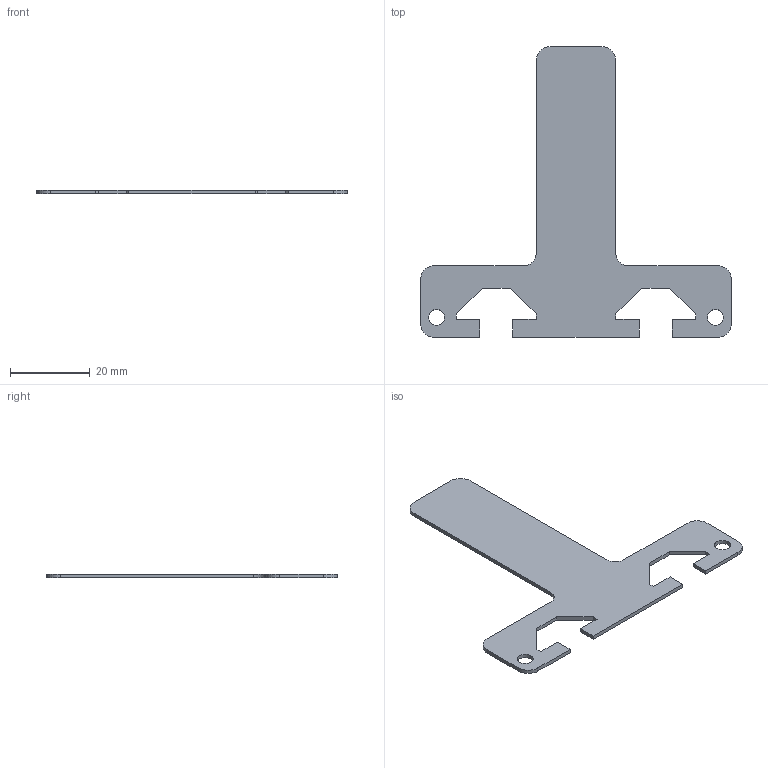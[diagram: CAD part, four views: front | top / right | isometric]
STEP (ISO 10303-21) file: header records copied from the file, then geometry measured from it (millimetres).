
FILE_DESCRIPTION((''),'2;1');
FILE_NAME('SP110_extern.ipt.step','2007-09-10T15:08:37',(''),(''),'Autodesk Inventor 11','Autodesk Inventor 11','');
FILE_SCHEMA(('AUTOMOTIVE_DESIGN { 1 0 10303 214 1 1 1 1 }'));
Length unit declared in the file: millimetre
Products named in the file (1): SP110_extern
Bounding box: 78 x 73 x 1 mm (x, y, z)
Volume: 2161.3 mm3; surface area: 4719.7 mm2
Topology: 1 solids, 1 shells, 40 faces, 116 edges, 78 vertices
Faces by surface type: plane 30, cylinder 8, bspline 2
Entity records: 1345 total; most frequent: CARTESIAN_POINT 263, ORIENTED_EDGE 224, DIRECTION 210, EDGE_CURVE 112, VECTOR 92, LINE 92, VERTEX_POINT 76, AXIS2_PLACEMENT_3D 59
